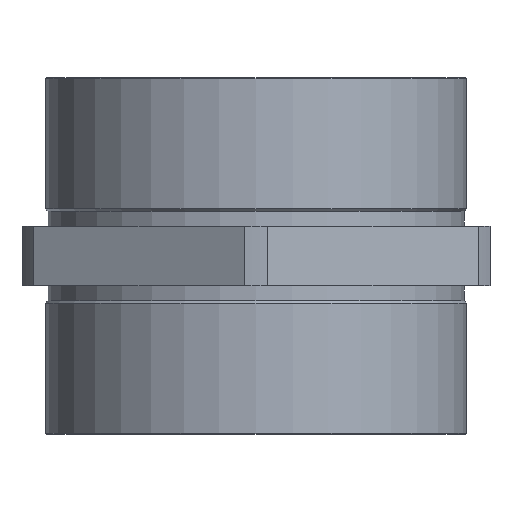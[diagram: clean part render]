
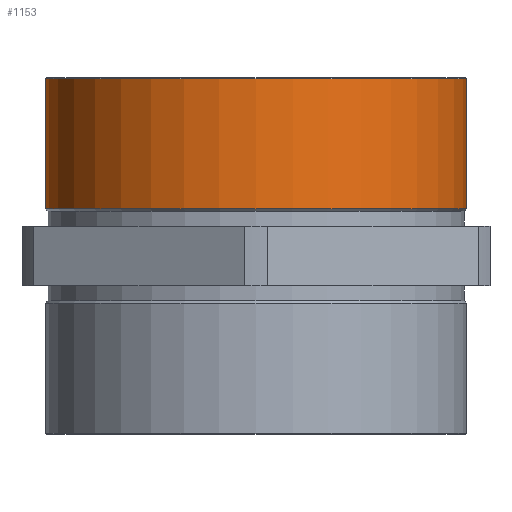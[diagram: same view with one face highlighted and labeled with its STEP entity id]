
A CAD part, left-side view. The second image highlights one B-rep face of the part: STEP entity #1153.
In plain terms, the highlighted cylindrical face has radius 28.328 mm (diameter 56.656 mm), a full revolution.
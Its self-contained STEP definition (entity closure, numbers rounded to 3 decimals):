
#568=CYLINDRICAL_SURFACE('',#1118,28.328);
#653=ORIENTED_EDGE('',*,*,#768,.F.);
#654=ORIENTED_EDGE('',*,*,#769,.T.);
#684=CIRCLE('',#1117,28.328);
#685=CIRCLE('',#1119,28.328);
#720=VERTEX_POINT('',#1061);
#721=VERTEX_POINT('',#1064);
#768=EDGE_CURVE('',#720,#720,#684,.T.);
#769=EDGE_CURVE('',#721,#721,#685,.T.);
#799=EDGE_LOOP('',(#653));
#800=EDGE_LOOP('',(#654));
#837=FACE_BOUND('',#799,.T.);
#838=FACE_BOUND('',#800,.T.);
#945=DIRECTION('',(0.,0.,-1.));
#946=DIRECTION('',(0.,28.328,0.));
#947=DIRECTION('',(0.,0.,-1.));
#948=DIRECTION('',(1.,0.,0.));
#949=DIRECTION('',(0.,0.,-1.));
#950=DIRECTION('',(0.,28.328,0.));
#1061=CARTESIAN_POINT('',(45.332,73.923,39.11));
#1062=CARTESIAN_POINT('',(45.332,45.595,39.11));
#1063=CARTESIAN_POINT('',(45.332,45.595,56.782));
#1064=CARTESIAN_POINT('',(45.332,73.923,56.643));
#1065=CARTESIAN_POINT('',(45.332,45.595,56.643));
#1117=AXIS2_PLACEMENT_3D('',#1062,#945,#946);
#1118=AXIS2_PLACEMENT_3D('',#1063,#947,#948);
#1119=AXIS2_PLACEMENT_3D('',#1065,#949,#950);
#1153=ADVANCED_FACE('',(#837,#838),#568,.T.);
